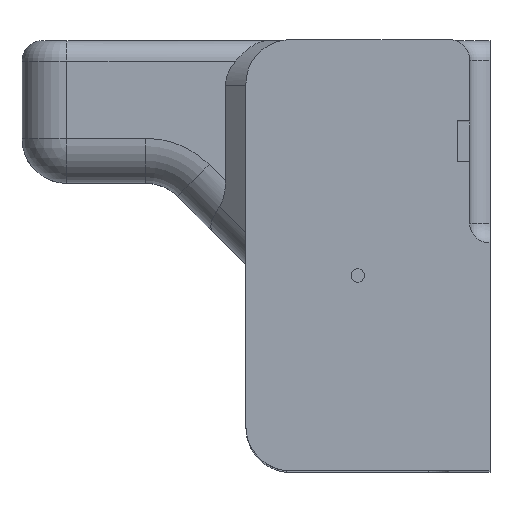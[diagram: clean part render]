
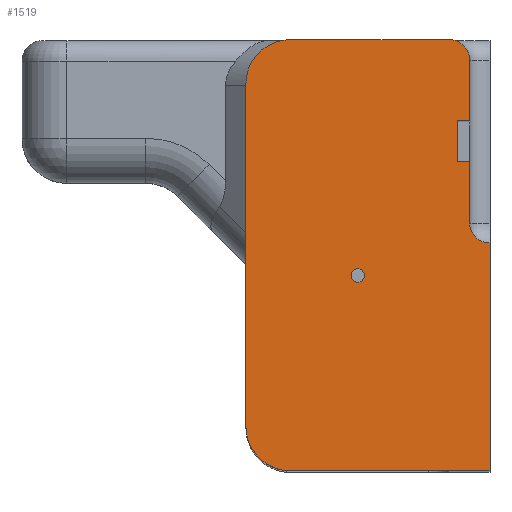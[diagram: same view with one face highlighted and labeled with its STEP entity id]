
A CAD part, top view. The second image highlights one B-rep face of the part: STEP entity #1519.
In plain terms, the highlighted planar face has unit normal (0, 0, 1).
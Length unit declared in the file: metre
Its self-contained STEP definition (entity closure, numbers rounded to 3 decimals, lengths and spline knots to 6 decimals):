
#120=CIRCLE('',#1643,0.00165);
#121=CIRCLE('',#1644,0.011);
#122=CIRCLE('',#1645,0.005);
#123=CIRCLE('',#1646,0.005);
#124=CIRCLE('',#1647,0.011);
#255=ORIENTED_EDGE('',*,*,#705,.F.);
#256=ORIENTED_EDGE('',*,*,#679,.F.);
#257=ORIENTED_EDGE('',*,*,#706,.T.);
#258=ORIENTED_EDGE('',*,*,#707,.T.);
#259=ORIENTED_EDGE('',*,*,#702,.T.);
#260=ORIENTED_EDGE('',*,*,#708,.T.);
#261=ORIENTED_EDGE('',*,*,#662,.T.);
#262=ORIENTED_EDGE('',*,*,#709,.F.);
#263=ORIENTED_EDGE('',*,*,#629,.T.);
#264=ORIENTED_EDGE('',*,*,#710,.T.);
#265=ORIENTED_EDGE('',*,*,#711,.T.);
#266=ORIENTED_EDGE('',*,*,#712,.T.);
#267=ORIENTED_EDGE('',*,*,#656,.F.);
#268=ORIENTED_EDGE('',*,*,#713,.T.);
#629=EDGE_CURVE('',#854,#856,#997,.T.);
#656=EDGE_CURVE('',#883,#884,#1017,.T.);
#662=EDGE_CURVE('',#886,#889,#1022,.T.);
#679=EDGE_CURVE('',#906,#907,#1036,.T.);
#702=EDGE_CURVE('',#929,#928,#1052,.T.);
#705=EDGE_CURVE('',#931,#931,#120,.T.);
#706=EDGE_CURVE('',#906,#932,#121,.T.);
#707=EDGE_CURVE('',#932,#929,#1054,.T.);
#708=EDGE_CURVE('',#928,#886,#122,.F.);
#709=EDGE_CURVE('',#854,#889,#1055,.T.);
#710=EDGE_CURVE('',#856,#933,#1056,.T.);
#711=EDGE_CURVE('',#933,#934,#1057,.T.);
#712=EDGE_CURVE('',#934,#884,#123,.T.);
#713=EDGE_CURVE('',#883,#907,#124,.T.);
#854=VERTEX_POINT('',#2256);
#856=VERTEX_POINT('',#2260);
#883=VERTEX_POINT('',#2317);
#884=VERTEX_POINT('',#2319);
#886=VERTEX_POINT('',#2325);
#889=VERTEX_POINT('',#2330);
#906=VERTEX_POINT('',#2367);
#907=VERTEX_POINT('',#2369);
#928=VERTEX_POINT('',#2432);
#929=VERTEX_POINT('',#2434);
#931=VERTEX_POINT('',#2440);
#932=VERTEX_POINT('',#2442);
#933=VERTEX_POINT('',#2447);
#934=VERTEX_POINT('',#2449);
#997=LINE('',#2261,#1121);
#1017=LINE('',#2318,#1141);
#1022=LINE('',#2331,#1146);
#1036=LINE('',#2368,#1160);
#1052=LINE('',#2433,#1176);
#1054=LINE('',#2443,#1178);
#1055=LINE('',#2445,#1179);
#1056=LINE('',#2446,#1180);
#1057=LINE('',#2448,#1181);
#1121=VECTOR('',#1791,1.);
#1141=VECTOR('',#1831,1.);
#1146=VECTOR('',#1840,1.);
#1160=VECTOR('',#1866,1.);
#1176=VECTOR('',#1900,1.);
#1178=VECTOR('',#1910,1.);
#1179=VECTOR('',#1913,1.);
#1180=VECTOR('',#1914,1.);
#1181=VECTOR('',#1915,1.);
#1263=EDGE_LOOP('',(#255));
#1264=EDGE_LOOP('',(#256,#257,#258,#259,#260,#261,#262,#263,#264,#265,#266,
#267,#268));
#1380=FACE_BOUND('',#1263,.T.);
#1381=FACE_BOUND('',#1264,.T.);
#1487=PLANE('',#1642);
#1519=ADVANCED_FACE('',(#1380,#1381),#1487,.T.);
#1642=AXIS2_PLACEMENT_3D('',#2438,#1904,#1905);
#1643=AXIS2_PLACEMENT_3D('',#2439,#1906,#1907);
#1644=AXIS2_PLACEMENT_3D('',#2441,#1908,#1909);
#1645=AXIS2_PLACEMENT_3D('',#2444,#1911,#1912);
#1646=AXIS2_PLACEMENT_3D('',#2450,#1916,#1917);
#1647=AXIS2_PLACEMENT_3D('',#2451,#1918,#1919);
#1791=DIRECTION('',(0.,1.,0.));
#1831=DIRECTION('',(1.,0.,0.));
#1840=DIRECTION('',(0.,1.,0.));
#1866=DIRECTION('',(0.,1.,0.));
#1900=DIRECTION('',(0.,1.,0.));
#1904=DIRECTION('',(0.,0.,1.));
#1905=DIRECTION('',(1.,0.,0.));
#1906=DIRECTION('',(0.,0.,1.));
#1907=DIRECTION('',(1.,0.,0.));
#1908=DIRECTION('',(0.,0.,1.));
#1909=DIRECTION('',(1.,0.,0.));
#1910=DIRECTION('',(1.,0.,0.));
#1911=DIRECTION('',(0.,0.,1.));
#1912=DIRECTION('',(1.,0.,0.));
#1913=DIRECTION('',(1.,0.,0.));
#1914=DIRECTION('',(1.,0.,0.));
#1915=DIRECTION('',(0.,1.,0.));
#1916=DIRECTION('',(0.,0.,1.));
#1917=DIRECTION('',(1.,0.,0.));
#1918=DIRECTION('',(0.,0.,1.));
#1919=DIRECTION('',(1.,0.,0.));
#2256=CARTESIAN_POINT('',(0.052,-0.03,0.222));
#2260=CARTESIAN_POINT('',(0.052,-0.02,0.222));
#2261=CARTESIAN_POINT('',(0.052,-0.106,0.222));
#2317=CARTESIAN_POINT('',(0.011,0.,0.222));
#2318=CARTESIAN_POINT('',(0.03,0.,0.222));
#2319=CARTESIAN_POINT('',(0.05,0.,0.222));
#2325=CARTESIAN_POINT('',(0.055,-0.045,0.222));
#2330=CARTESIAN_POINT('',(0.055,-0.03,0.222));
#2331=CARTESIAN_POINT('',(0.055,-0.106,0.222));
#2367=CARTESIAN_POINT('',(0.,-0.095,0.222));
#2368=CARTESIAN_POINT('',(0.,-0.106,0.222));
#2369=CARTESIAN_POINT('',(0.,-0.011,0.222));
#2432=CARTESIAN_POINT('',(0.06,-0.05,0.222));
#2433=CARTESIAN_POINT('',(0.06,-0.106,0.222));
#2434=CARTESIAN_POINT('',(0.06,-0.106,0.222));
#2438=CARTESIAN_POINT('',(0.03,-0.106,0.222));
#2439=CARTESIAN_POINT('',(0.0275,-0.058,0.222));
#2440=CARTESIAN_POINT('',(0.02915,-0.058,0.222));
#2441=CARTESIAN_POINT('',(0.011,-0.095,0.222));
#2442=CARTESIAN_POINT('',(0.011,-0.106,0.222));
#2443=CARTESIAN_POINT('',(0.03,-0.106,0.222));
#2444=CARTESIAN_POINT('',(0.06,-0.045,0.222));
#2445=CARTESIAN_POINT('',(0.052,-0.03,0.222));
#2446=CARTESIAN_POINT('',(0.052,-0.02,0.222));
#2447=CARTESIAN_POINT('',(0.055,-0.02,0.222));
#2448=CARTESIAN_POINT('',(0.055,-0.106,0.222));
#2449=CARTESIAN_POINT('',(0.055,-0.005,0.222));
#2450=CARTESIAN_POINT('',(0.05,-0.005,0.222));
#2451=CARTESIAN_POINT('',(0.011,-0.011,0.222));
